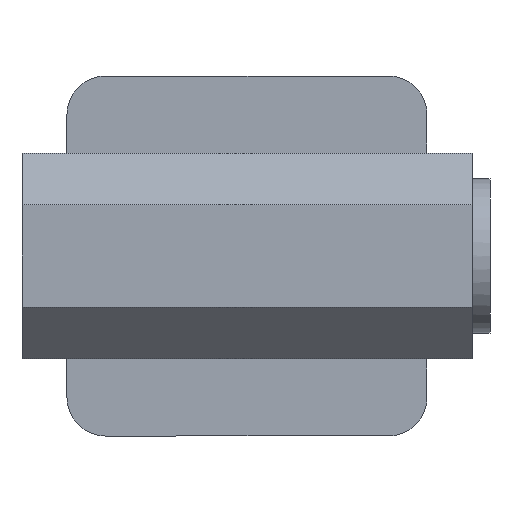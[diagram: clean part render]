
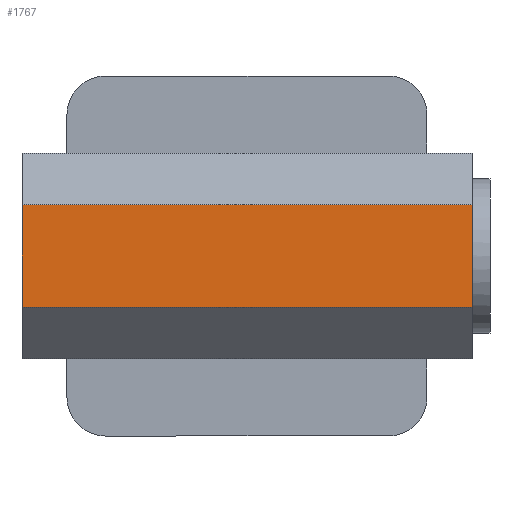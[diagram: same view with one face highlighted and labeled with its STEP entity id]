
A CAD part, front view. The second image highlights one B-rep face of the part: STEP entity #1767.
In plain terms, the highlighted planar face has unit normal (0, -1, 0).
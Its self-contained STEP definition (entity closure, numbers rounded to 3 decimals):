
#28 = CARTESIAN_POINT ( 'NONE',  ( 35., -49.4, -8. ) ) ;
#58 = DIRECTION ( 'NONE',  ( 0., 1., 0. ) ) ;
#91 = PLANE ( 'NONE',  #1042 ) ;
#105 = CARTESIAN_POINT ( 'NONE',  ( -35., -49.4, -8. ) ) ;
#115 = VERTEX_POINT ( 'NONE', #1360 ) ;
#123 = CARTESIAN_POINT ( 'NONE',  ( 35., -49.4, -8. ) ) ;
#203 = CARTESIAN_POINT ( 'NONE',  ( 35., -49.4, -8. ) ) ;
#211 = FACE_OUTER_BOUND ( 'NONE', #361, .T. ) ;
#321 = VERTEX_POINT ( 'NONE', #1610 ) ;
#361 = EDGE_LOOP ( 'NONE', ( #1797, #447, #1731, #706 ) ) ;
#414 = VERTEX_POINT ( 'NONE', #837 ) ;
#425 = CARTESIAN_POINT ( 'NONE',  ( 35., -49.4, 8. ) ) ;
#447 = ORIENTED_EDGE ( 'NONE', *, *, #1554, .T. ) ;
#481 = VECTOR ( 'NONE', #1628, 1000. ) ;
#568 = LINE ( 'NONE', #28, #1151 ) ;
#706 = ORIENTED_EDGE ( 'NONE', *, *, #1155, .F. ) ;
#837 = CARTESIAN_POINT ( 'NONE',  ( -35., -49.4, -8. ) ) ;
#904 = VECTOR ( 'NONE', #1559, 1000. ) ;
#971 = LINE ( 'NONE', #425, #904 ) ;
#1042 = AXIS2_PLACEMENT_3D ( 'NONE', #203, #58, #1460 ) ;
#1104 = DIRECTION ( 'NONE',  ( 0., 0., -1. ) ) ;
#1151 = VECTOR ( 'NONE', #1711, 1000. ) ;
#1155 = EDGE_CURVE ( 'NONE', #115, #1495, #1804, .T. ) ;
#1204 = EDGE_CURVE ( 'NONE', #115, #321, #971, .T. ) ;
#1324 = VECTOR ( 'NONE', #1104, 1000. ) ;
#1360 = CARTESIAN_POINT ( 'NONE',  ( 35., -49.4, 8. ) ) ;
#1460 = DIRECTION ( 'NONE',  ( 0., 0., 1. ) ) ;
#1495 = VERTEX_POINT ( 'NONE', #123 ) ;
#1503 = CARTESIAN_POINT ( 'NONE',  ( 35., -49.4, -8. ) ) ;
#1512 = LINE ( 'NONE', #105, #481 ) ;
#1554 = EDGE_CURVE ( 'NONE', #321, #414, #1512, .T. ) ;
#1559 = DIRECTION ( 'NONE',  ( -1., 0., 0. ) ) ;
#1610 = CARTESIAN_POINT ( 'NONE',  ( -35., -49.4, 8. ) ) ;
#1628 = DIRECTION ( 'NONE',  ( 0., 0., -1. ) ) ;
#1643 = EDGE_CURVE ( 'NONE', #1495, #414, #568, .T. ) ;
#1711 = DIRECTION ( 'NONE',  ( -1., 0., 0. ) ) ;
#1731 = ORIENTED_EDGE ( 'NONE', *, *, #1643, .F. ) ;
#1767 = ADVANCED_FACE ( 'NONE', ( #211 ), #91, .F. ) ;
#1797 = ORIENTED_EDGE ( 'NONE', *, *, #1204, .T. ) ;
#1804 = LINE ( 'NONE', #1503, #1324 ) ;
